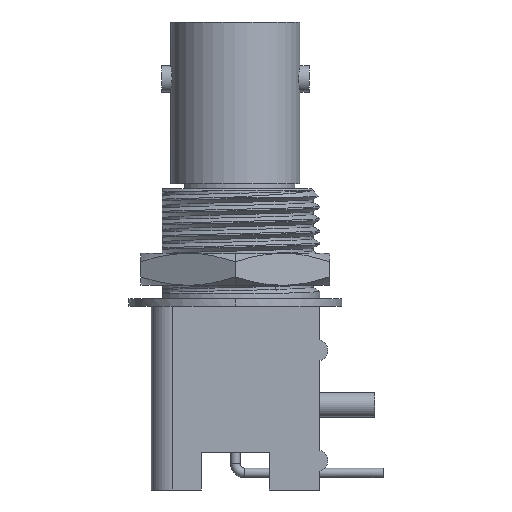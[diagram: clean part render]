
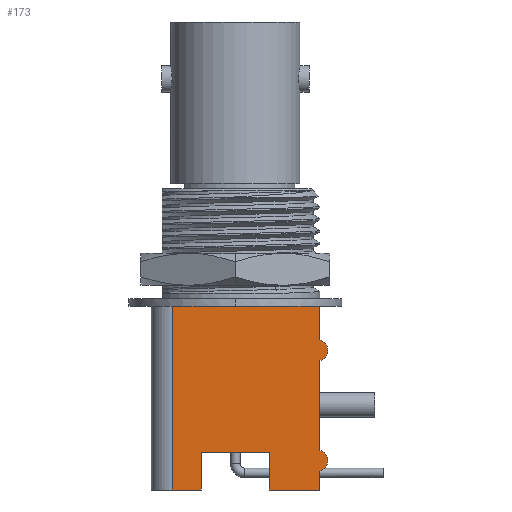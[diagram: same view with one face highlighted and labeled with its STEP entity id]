
A CAD part, left-side view. The second image highlights one B-rep face of the part: STEP entity #173.
In plain terms, the highlighted planar face has unit normal (-1, 0, 0).
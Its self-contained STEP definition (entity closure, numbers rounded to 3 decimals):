
#173=ADVANCED_FACE('',(#506),#507,.T.);
#506=FACE_OUTER_BOUND('',#2510,.T.);
#507=PLANE('',#2511);
#2510=EDGE_LOOP('',(#3615,#3616,#3617,#3618,#3619,#3620,#3621,#3622,#3623,#3624,#3625,#3626,#3627,#3628));
#2511=AXIS2_PLACEMENT_3D('',#3629,#3630,#3631);
#3615=ORIENTED_EDGE('',*,*,#4500,.T.);
#3616=ORIENTED_EDGE('',*,*,#4552,.T.);
#3617=ORIENTED_EDGE('',*,*,#4553,.F.);
#3618=ORIENTED_EDGE('',*,*,#4554,.T.);
#3619=ORIENTED_EDGE('',*,*,#4555,.T.);
#3620=ORIENTED_EDGE('',*,*,#4556,.F.);
#3621=ORIENTED_EDGE('',*,*,#4557,.F.);
#3622=ORIENTED_EDGE('',*,*,#4558,.F.);
#3623=ORIENTED_EDGE('',*,*,#4559,.T.);
#3624=ORIENTED_EDGE('',*,*,#4560,.F.);
#3625=ORIENTED_EDGE('',*,*,#4561,.T.);
#3626=ORIENTED_EDGE('',*,*,#4562,.F.);
#3627=ORIENTED_EDGE('',*,*,#4502,.T.);
#3628=ORIENTED_EDGE('',*,*,#4528,.F.);
#3629=CARTESIAN_POINT('',(-7.379,-6.274,-21.209));
#3630=DIRECTION('',(-1.0,0.0,0.0));
#3631=DIRECTION('',(0.0,0.0,1.0));
#4500=EDGE_CURVE('',#5228,#5226,#5229,.T.);
#4502=EDGE_CURVE('',#5231,#5232,#5233,.T.);
#4528=EDGE_CURVE('',#5228,#5232,#5273,.T.);
#4552=EDGE_CURVE('',#5226,#5312,#5314,.T.);
#4553=EDGE_CURVE('',#5315,#5312,#5316,.T.);
#4554=EDGE_CURVE('',#5315,#5317,#5318,.T.);
#4555=EDGE_CURVE('',#5317,#5319,#5320,.T.);
#4556=EDGE_CURVE('',#5321,#5319,#5322,.T.);
#4557=EDGE_CURVE('',#5323,#5321,#5324,.T.);
#4558=EDGE_CURVE('',#5325,#5323,#5326,.T.);
#4559=EDGE_CURVE('',#5325,#5327,#5328,.T.);
#4560=EDGE_CURVE('',#5329,#5327,#5330,.T.);
#4561=EDGE_CURVE('',#5329,#5331,#5332,.T.);
#4562=EDGE_CURVE('',#5231,#5331,#5333,.T.);
#5226=VERTEX_POINT('',#8181);
#5228=VERTEX_POINT('',#8183);
#5229=LINE('',#8184,#8185);
#5231=VERTEX_POINT('',#8187);
#5232=VERTEX_POINT('',#8188);
#5233=LINE('',#8189,#8190);
#5273=LINE('',#8241,#8242);
#5312=VERTEX_POINT('',#8299);
#5314=LINE('',#8301,#8302);
#5315=VERTEX_POINT('',#8303);
#5316=LINE('',#8304,#8305);
#5317=VERTEX_POINT('',#8306);
#5318=LINE('',#8307,#8308);
#5319=VERTEX_POINT('',#8309);
#5320=LINE('',#8310,#8311);
#5321=VERTEX_POINT('',#8312);
#5322=LINE('',#8313,#8314);
#5323=VERTEX_POINT('',#8315);
#5324=LINE('',#8316,#8317);
#5325=VERTEX_POINT('',#8318);
#5326=LINE('',#8319,#8320);
#5327=VERTEX_POINT('',#8321);
#5328=CIRCLE('',#8322,0.787);
#5329=VERTEX_POINT('',#8323);
#5330=LINE('',#8324,#8325);
#5331=VERTEX_POINT('',#8326);
#5332=CIRCLE('',#8327,0.787);
#5333=LINE('',#8328,#8329);
#8181=CARTESIAN_POINT('',(-7.379,4.699,-21.209));
#8183=CARTESIAN_POINT('',(-7.379,2.926,-21.209));
#8184=CARTESIAN_POINT('',(-7.379,2.926,-21.209));
#8185=VECTOR('',#9026,1.773);
#8187=CARTESIAN_POINT('',(-7.379,-6.274,-21.209));
#8188=CARTESIAN_POINT('',(-7.379,-2.926,-21.209));
#8189=CARTESIAN_POINT('',(-7.379,-6.274,-21.209));
#8190=VECTOR('',#9030,3.348);
#8241=CARTESIAN_POINT('',(-7.379,2.926,-21.209));
#8242=VECTOR('',#9084,5.851);
#8299=CARTESIAN_POINT('',(-7.379,4.699,-34.925));
#8301=CARTESIAN_POINT('',(-7.379,4.699,-21.209));
#8302=VECTOR('',#9118,13.716);
#8303=CARTESIAN_POINT('',(-7.379,2.54,-34.925));
#8304=CARTESIAN_POINT('',(-7.379,2.54,-34.925));
#8305=VECTOR('',#9119,2.159);
#8306=CARTESIAN_POINT('',(-7.379,2.54,-32.131));
#8307=CARTESIAN_POINT('',(-7.379,2.54,-34.925));
#8308=VECTOR('',#9120,2.794);
#8309=CARTESIAN_POINT('',(-7.379,-2.54,-32.131));
#8310=CARTESIAN_POINT('',(-7.379,2.54,-32.131));
#8311=VECTOR('',#9121,5.08);
#8312=CARTESIAN_POINT('',(-7.379,-2.54,-34.925));
#8313=CARTESIAN_POINT('',(-7.379,-2.54,-34.925));
#8314=VECTOR('',#9122,2.794);
#8315=CARTESIAN_POINT('',(-7.379,-6.274,-34.925));
#8316=CARTESIAN_POINT('',(-7.379,-6.274,-34.925));
#8317=VECTOR('',#9123,3.734);
#8318=CARTESIAN_POINT('',(-7.379,-6.274,-33.513));
#8319=CARTESIAN_POINT('',(-7.379,-6.274,-33.513));
#8320=VECTOR('',#9124,1.412);
#8321=CARTESIAN_POINT('',(-7.379,-6.274,-31.968));
#8322=AXIS2_PLACEMENT_3D('',#9125,#9126,#9127);
#8323=CARTESIAN_POINT('',(-7.379,-6.274,-25.273));
#8324=CARTESIAN_POINT('',(-7.379,-6.274,-25.273));
#8325=VECTOR('',#9128,6.695);
#8326=CARTESIAN_POINT('',(-7.379,-6.274,-23.728));
#8327=AXIS2_PLACEMENT_3D('',#9129,#9130,#9131);
#8328=CARTESIAN_POINT('',(-7.379,-6.274,-21.209));
#8329=VECTOR('',#9132,2.519);
#9026=DIRECTION('',(0.0,1.0,0.0));
#9030=DIRECTION('',(0.0,1.0,0.0));
#9084=DIRECTION('',(0.0,-1.0,0.0));
#9118=DIRECTION('',(0.0,0.0,-1.0));
#9119=DIRECTION('',(0.0,1.0,0.0));
#9120=DIRECTION('',(0.0,0.0,1.0));
#9121=DIRECTION('',(0.0,-1.0,0.0));
#9122=DIRECTION('',(0.0,0.0,1.0));
#9123=DIRECTION('',(0.0,1.0,0.0));
#9124=DIRECTION('',(0.0,0.0,-1.0));
#9125=CARTESIAN_POINT('',(-7.379,-6.121,-32.741));
#9126=DIRECTION('',(-1.0,-0.0,0.0));
#9127=DIRECTION('',(0.0,-0.194,-0.981));
#9128=DIRECTION('',(0.0,0.0,-1.0));
#9129=CARTESIAN_POINT('',(-7.379,-6.121,-24.5));
#9130=DIRECTION('',(-1.0,-0.0,0.0));
#9131=DIRECTION('',(0.0,-0.194,-0.981));
#9132=DIRECTION('',(0.0,0.0,-1.0));
